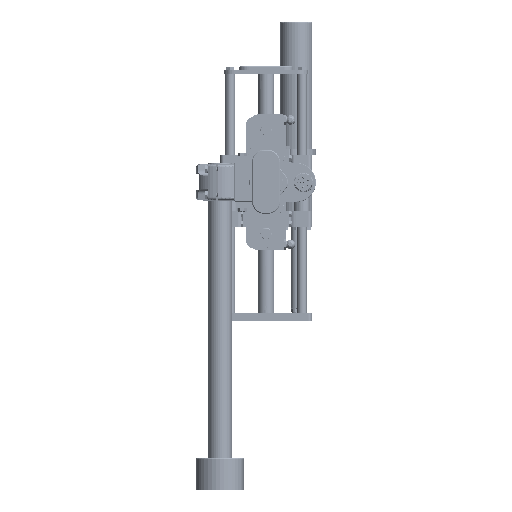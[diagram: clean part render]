
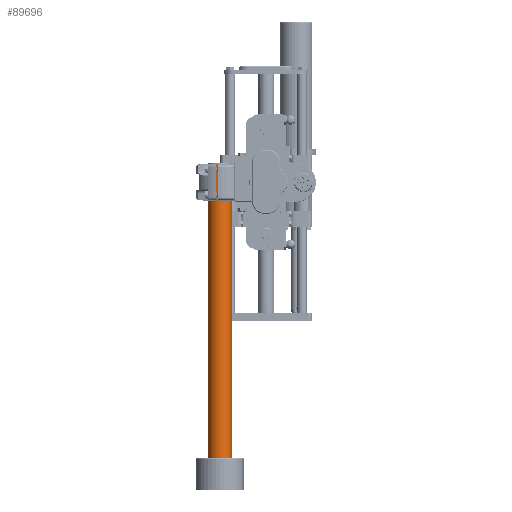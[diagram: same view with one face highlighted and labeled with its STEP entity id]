
A CAD part, top view. The second image highlights one B-rep face of the part: STEP entity #89696.
In plain terms, the highlighted cylindrical face has radius 15 mm (diameter 30 mm), a full revolution.
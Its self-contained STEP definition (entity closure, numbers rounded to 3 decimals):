
#5335 = VERTEX_POINT ( 'NONE', #47404 ) ;
#6663 = ORIENTED_EDGE ( 'NONE', *, *, #108406, .F. ) ;
#13033 = FACE_OUTER_BOUND ( 'NONE', #15235, .T. ) ;
#14223 = FACE_OUTER_BOUND ( 'NONE', #65808, .T. ) ;
#15235 = EDGE_LOOP ( 'NONE', ( #67805 ) ) ;
#18034 = CARTESIAN_POINT ( 'NONE',  ( -1., 0., 15. ) ) ;
#19956 = AXIS2_PLACEMENT_3D ( 'NONE', #103572, #23516, #25230 ) ;
#23516 = DIRECTION ( 'NONE',  ( -1., 0., 0. ) ) ;
#25230 = DIRECTION ( 'NONE',  ( 0., 0., 1. ) ) ;
#26790 = VERTEX_POINT ( 'NONE', #18034 ) ;
#41600 = DIRECTION ( 'NONE',  ( 0., 0., 1. ) ) ;
#47404 = CARTESIAN_POINT ( 'NONE',  ( -400., 0., 15. ) ) ;
#51256 = AXIS2_PLACEMENT_3D ( 'NONE', #65674, #90830, #41600 ) ;
#58657 = DIRECTION ( 'NONE',  ( -1., 0., 0. ) ) ;
#61065 = CIRCLE ( 'NONE', #19956, 15. ) ;
#64311 = CIRCLE ( 'NONE', #51256, 15. ) ;
#65674 = CARTESIAN_POINT ( 'NONE',  ( -1., 0., 0. ) ) ;
#65808 = EDGE_LOOP ( 'NONE', ( #6663 ) ) ;
#67805 = ORIENTED_EDGE ( 'NONE', *, *, #71777, .T. ) ;
#68012 = DIRECTION ( 'NONE',  ( 0., 0., 1. ) ) ;
#68517 = AXIS2_PLACEMENT_3D ( 'NONE', #110665, #58657, #68012 ) ;
#71777 = EDGE_CURVE ( 'NONE', #26790, #26790, #64311, .T. ) ;
#89696 = ADVANCED_FACE ( 'NONE', ( #13033, #14223 ), #112446, .T. ) ;
#90830 = DIRECTION ( 'NONE',  ( -1., 0., 0. ) ) ;
#103572 = CARTESIAN_POINT ( 'NONE',  ( -400., 0., 0. ) ) ;
#108406 = EDGE_CURVE ( 'NONE', #5335, #5335, #61065, .T. ) ;
#110665 = CARTESIAN_POINT ( 'NONE',  ( -96.259, 0., 0. ) ) ;
#112446 = CYLINDRICAL_SURFACE ( 'NONE', #68517, 15. ) ;
